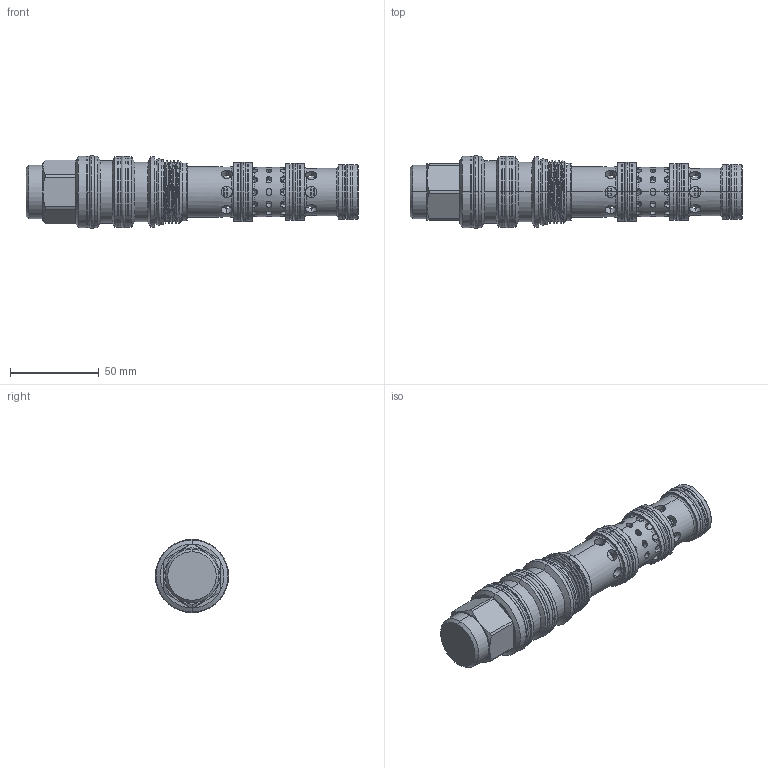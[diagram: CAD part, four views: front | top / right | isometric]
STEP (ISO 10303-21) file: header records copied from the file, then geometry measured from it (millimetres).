
FILE_DESCRIPTION (( 'STEP AP203' ), '1' );
FILE_NAME ('DC63A6E23N.STEP', '2022-06-17T03:49:49', ( '' ), ( '' ), 'SwSTEP 2.0', 'SolidWorks 2018', '' );
FILE_SCHEMA (( 'CONFIG_CONTROL_DESIGN' ));
Length unit declared in the file: millimetre
Products named in the file (1): DC63A6E23N
Bounding box: 186.65 x 41.18 x 41.18 mm (x, y, z)
Volume: 141388.4 mm3; surface area: 42443.3 mm2
Topology: 11 solids, 11 shells, 670 faces, 1840 edges, 1126 vertices
Faces by surface type: cylinder 374, plane 146, torus 85, cone 46, bspline 19
Entity records: 28408 total; most frequent: CARTESIAN_POINT 12200, ORIENTED_EDGE 3676, DIRECTION 3165, EDGE_CURVE 1838, AXIS2_PLACEMENT_3D 1358, VERTEX_POINT 1126, EDGE_LOOP 746, CIRCLE 706
